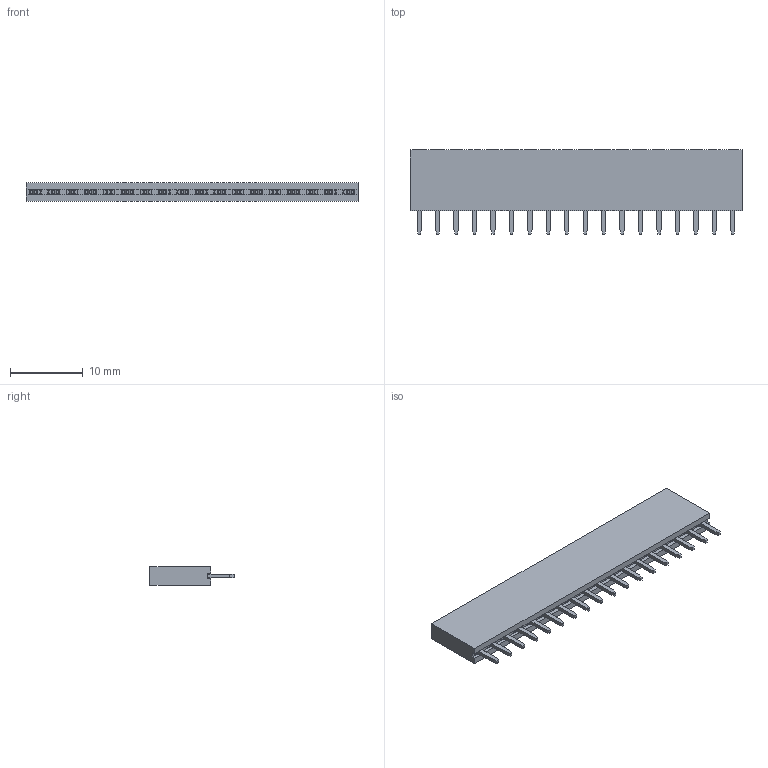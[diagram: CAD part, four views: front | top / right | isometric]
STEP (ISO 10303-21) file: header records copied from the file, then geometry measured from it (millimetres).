
FILE_DESCRIPTION((''),'2;1');
FILE_NAME('PBS-18.stp','2019-11-02T10:51:05',('Shuvalov'),(''),'Autodesk Inventor 2011','Autodesk Inventor 2011','');
FILE_SCHEMA(('CONFIG_CONTROL_DESIGN'));
Length unit declared in the file: millimetre
Products named in the file (1): PBS-18
Bounding box: 45.72 x 11.6 x 2.54 mm (x, y, z)
Volume: 895.8 mm3; surface area: 1685 mm2
Topology: 19 solids, 19 shells, 550 faces, 1356 edges, 880 vertices
Faces by surface type: plane 478, cylinder 72
Entity records: 16304 total; most frequent: CARTESIAN_POINT 2787, ORIENTED_EDGE 2712, DIRECTION 2602, EDGE_CURVE 1356, VECTOR 1212, LINE 1212, VERTEX_POINT 880, AXIS2_PLACEMENT_3D 695
